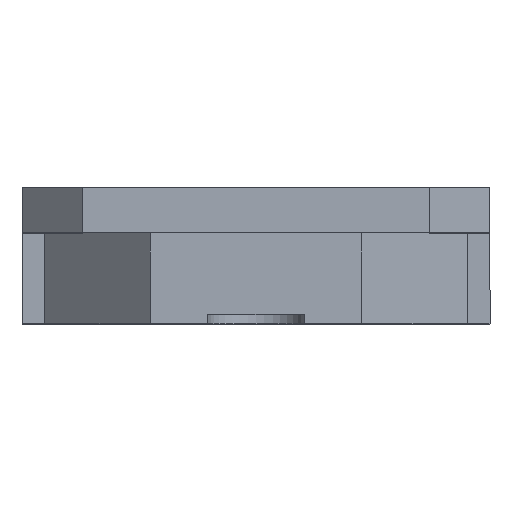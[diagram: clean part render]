
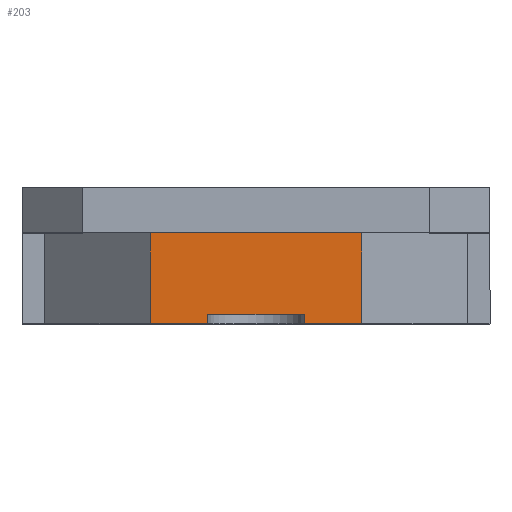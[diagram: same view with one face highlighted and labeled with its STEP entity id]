
A CAD part, top view. The second image highlights one B-rep face of the part: STEP entity #203.
In plain terms, the highlighted planar face has unit normal (0, 0, 1).
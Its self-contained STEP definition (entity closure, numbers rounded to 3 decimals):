
#20 = CARTESIAN_POINT ( 'NONE',  ( -2.3, -1.4, 21.7 ) ) ;
#110 = CARTESIAN_POINT ( 'NONE',  ( 1.95, -1.4, 21.7 ) ) ;
#203 = ADVANCED_FACE ( 'NONE', ( #1861 ), #414, .F. ) ;
#212 = EDGE_CURVE ( 'NONE', #240, #1770, #1923, .T. ) ;
#240 = VERTEX_POINT ( 'NONE', #888 ) ;
#247 = CARTESIAN_POINT ( 'NONE',  ( 3.85, -1.1, 21.7 ) ) ;
#304 = VERTEX_POINT ( 'NONE', #436 ) ;
#351 = EDGE_CURVE ( 'NONE', #1673, #304, #2874, .T. ) ;
#364 = LINE ( 'NONE', #1630, #1561 ) ;
#367 = EDGE_LOOP ( 'NONE', ( #2785, #1057, #1495, #2249, #554, #892, #769, #1769 ) ) ;
#373 = CARTESIAN_POINT ( 'NONE',  ( -2.3, 1.6, 21.7 ) ) ;
#401 = DIRECTION ( 'NONE',  ( 0., -1., 0. ) ) ;
#414 = PLANE ( 'NONE',  #566 ) ;
#436 = CARTESIAN_POINT ( 'NONE',  ( 7.05, -1.4, 21.7 ) ) ;
#513 = VERTEX_POINT ( 'NONE', #1793 ) ;
#515 = CARTESIAN_POINT ( 'NONE',  ( 1.95, -1.4, 21.7 ) ) ;
#554 = ORIENTED_EDGE ( 'NONE', *, *, #2703, .F. ) ;
#566 = AXIS2_PLACEMENT_3D ( 'NONE', #1073, #2433, #2684 ) ;
#668 = VECTOR ( 'NONE', #401, 1000. ) ;
#705 = LINE ( 'NONE', #857, #1163 ) ;
#769 = ORIENTED_EDGE ( 'NONE', *, *, #351, .F. ) ;
#851 = CARTESIAN_POINT ( 'NONE',  ( 3.85, -1.1, 21.7 ) ) ;
#857 = CARTESIAN_POINT ( 'NONE',  ( -2.3, -1.4, 21.7 ) ) ;
#888 = CARTESIAN_POINT ( 'NONE',  ( 3.85, -1.1, 21.7 ) ) ;
#892 = ORIENTED_EDGE ( 'NONE', *, *, #1419, .T. ) ;
#966 = LINE ( 'NONE', #1844, #2716 ) ;
#1025 = EDGE_CURVE ( 'NONE', #1770, #1934, #705, .T. ) ;
#1057 = ORIENTED_EDGE ( 'NONE', *, *, #1969, .T. ) ;
#1073 = CARTESIAN_POINT ( 'NONE',  ( -2.3, -1.4, 21.7 ) ) ;
#1160 = CARTESIAN_POINT ( 'NONE',  ( 7.05, -1.1, 21.7 ) ) ;
#1163 = VECTOR ( 'NONE', #1972, 1000. ) ;
#1370 = LINE ( 'NONE', #110, #1958 ) ;
#1419 = EDGE_CURVE ( 'NONE', #1838, #304, #966, .T. ) ;
#1457 = DIRECTION ( 'NONE',  ( 0., -1., 0. ) ) ;
#1495 = ORIENTED_EDGE ( 'NONE', *, *, #1025, .F. ) ;
#1553 = EDGE_CURVE ( 'NONE', #1673, #2810, #364, .T. ) ;
#1561 = VECTOR ( 'NONE', #2773, 1000. ) ;
#1576 = VECTOR ( 'NONE', #2756, 1000. ) ;
#1630 = CARTESIAN_POINT ( 'NONE',  ( 8.95, -1.4, 21.7 ) ) ;
#1673 = VERTEX_POINT ( 'NONE', #2349 ) ;
#1690 = VECTOR ( 'NONE', #2522, 1000. ) ;
#1756 = LINE ( 'NONE', #247, #1690 ) ;
#1769 = ORIENTED_EDGE ( 'NONE', *, *, #1553, .T. ) ;
#1770 = VERTEX_POINT ( 'NONE', #2474 ) ;
#1793 = CARTESIAN_POINT ( 'NONE',  ( 1.95, 1.6, 21.7 ) ) ;
#1838 = VERTEX_POINT ( 'NONE', #1160 ) ;
#1844 = CARTESIAN_POINT ( 'NONE',  ( 7.05, -1.1, 21.7 ) ) ;
#1861 = FACE_OUTER_BOUND ( 'NONE', #367, .T. ) ;
#1923 = LINE ( 'NONE', #851, #668 ) ;
#1934 = VERTEX_POINT ( 'NONE', #515 ) ;
#1939 = DIRECTION ( 'NONE',  ( 1., 0., 0. ) ) ;
#1958 = VECTOR ( 'NONE', #1457, 1000. ) ;
#1966 = LINE ( 'NONE', #373, #2524 ) ;
#1969 = EDGE_CURVE ( 'NONE', #513, #1934, #1370, .T. ) ;
#1972 = DIRECTION ( 'NONE',  ( -1., 0., 0. ) ) ;
#2088 = DIRECTION ( 'NONE',  ( 0., -1., 0. ) ) ;
#2249 = ORIENTED_EDGE ( 'NONE', *, *, #212, .F. ) ;
#2303 = CARTESIAN_POINT ( 'NONE',  ( 8.95, 1.6, 21.7 ) ) ;
#2349 = CARTESIAN_POINT ( 'NONE',  ( 8.95, -1.4, 21.7 ) ) ;
#2392 = EDGE_CURVE ( 'NONE', #513, #2810, #1966, .T. ) ;
#2433 = DIRECTION ( 'NONE',  ( 0., 0., -1. ) ) ;
#2474 = CARTESIAN_POINT ( 'NONE',  ( 3.85, -1.4, 21.7 ) ) ;
#2522 = DIRECTION ( 'NONE',  ( -1., 0., 0. ) ) ;
#2524 = VECTOR ( 'NONE', #1939, 1000. ) ;
#2684 = DIRECTION ( 'NONE',  ( 0., 1., 0. ) ) ;
#2703 = EDGE_CURVE ( 'NONE', #1838, #240, #1756, .T. ) ;
#2716 = VECTOR ( 'NONE', #2088, 1000. ) ;
#2756 = DIRECTION ( 'NONE',  ( -1., 0., 0. ) ) ;
#2773 = DIRECTION ( 'NONE',  ( 0., 1., 0. ) ) ;
#2785 = ORIENTED_EDGE ( 'NONE', *, *, #2392, .F. ) ;
#2810 = VERTEX_POINT ( 'NONE', #2303 ) ;
#2874 = LINE ( 'NONE', #20, #1576 ) ;
